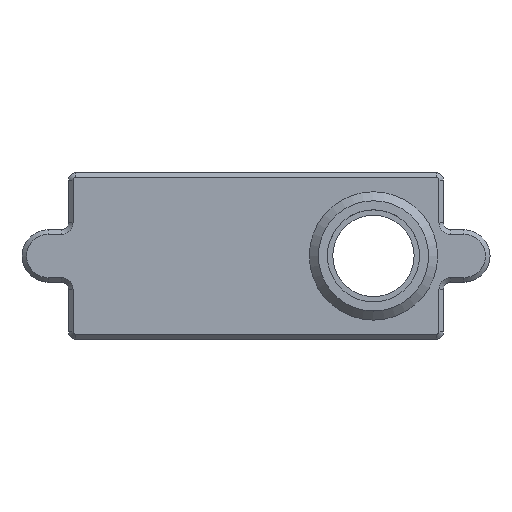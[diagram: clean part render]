
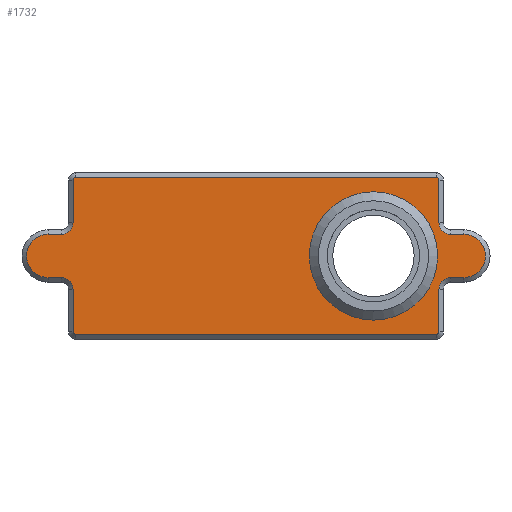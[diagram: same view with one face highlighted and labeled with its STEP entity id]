
A CAD part, top view. The second image highlights one B-rep face of the part: STEP entity #1732.
In plain terms, the highlighted planar face has unit normal (0, 0, 1).
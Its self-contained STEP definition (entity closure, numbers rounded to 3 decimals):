
#49=FACE_BOUND('',#238,.T.);
#69=CIRCLE('',#1861,7.1);
#72=CIRCLE('',#1866,0.3);
#73=CIRCLE('',#1867,1.3);
#74=CIRCLE('',#1868,2.4);
#75=CIRCLE('',#1869,1.3);
#76=CIRCLE('',#1870,0.3);
#77=CIRCLE('',#1871,0.3);
#78=CIRCLE('',#1872,1.3);
#79=CIRCLE('',#1873,2.4);
#80=CIRCLE('',#1874,1.3);
#81=CIRCLE('',#1875,0.3);
#133=FACE_OUTER_BOUND('',#237,.T.);
#237=EDGE_LOOP('',(#1356,#1357,#1358,#1359,#1360,#1361,#1362,#1363,#1364,
#1365,#1366,#1367,#1368,#1369,#1370,#1371,#1372,#1373,#1374,#1375));
#238=EDGE_LOOP('',(#1376));
#438=LINE('',#2763,#643);
#439=LINE('',#2767,#644);
#440=LINE('',#2771,#645);
#441=LINE('',#2775,#646);
#442=LINE('',#2779,#647);
#443=LINE('',#2783,#648);
#444=LINE('',#2787,#649);
#445=LINE('',#2791,#650);
#446=LINE('',#2795,#651);
#447=LINE('',#2798,#652);
#643=VECTOR('',#2205,10.);
#644=VECTOR('',#2208,10.);
#645=VECTOR('',#2211,10.);
#646=VECTOR('',#2214,10.);
#647=VECTOR('',#2217,10.);
#648=VECTOR('',#2220,10.);
#649=VECTOR('',#2223,10.);
#650=VECTOR('',#2226,10.);
#651=VECTOR('',#2229,10.);
#652=VECTOR('',#2232,10.);
#827=VERTEX_POINT('',#2749);
#830=VERTEX_POINT('',#2759);
#831=VERTEX_POINT('',#2760);
#832=VERTEX_POINT('',#2762);
#833=VERTEX_POINT('',#2764);
#834=VERTEX_POINT('',#2766);
#835=VERTEX_POINT('',#2768);
#836=VERTEX_POINT('',#2770);
#837=VERTEX_POINT('',#2772);
#838=VERTEX_POINT('',#2774);
#839=VERTEX_POINT('',#2776);
#840=VERTEX_POINT('',#2778);
#841=VERTEX_POINT('',#2780);
#842=VERTEX_POINT('',#2782);
#843=VERTEX_POINT('',#2784);
#844=VERTEX_POINT('',#2786);
#845=VERTEX_POINT('',#2788);
#846=VERTEX_POINT('',#2790);
#847=VERTEX_POINT('',#2792);
#848=VERTEX_POINT('',#2794);
#849=VERTEX_POINT('',#2796);
#1023=EDGE_CURVE('',#827,#827,#69,.T.);
#1028=EDGE_CURVE('',#830,#831,#72,.T.);
#1029=EDGE_CURVE('',#832,#830,#438,.T.);
#1030=EDGE_CURVE('',#833,#832,#73,.T.);
#1031=EDGE_CURVE('',#834,#833,#439,.T.);
#1032=EDGE_CURVE('',#835,#834,#74,.T.);
#1033=EDGE_CURVE('',#836,#835,#440,.T.);
#1034=EDGE_CURVE('',#837,#836,#75,.T.);
#1035=EDGE_CURVE('',#838,#837,#441,.T.);
#1036=EDGE_CURVE('',#839,#838,#76,.T.);
#1037=EDGE_CURVE('',#840,#839,#442,.T.);
#1038=EDGE_CURVE('',#841,#840,#77,.T.);
#1039=EDGE_CURVE('',#842,#841,#443,.T.);
#1040=EDGE_CURVE('',#843,#842,#78,.T.);
#1041=EDGE_CURVE('',#844,#843,#444,.T.);
#1042=EDGE_CURVE('',#845,#844,#79,.T.);
#1043=EDGE_CURVE('',#846,#845,#445,.T.);
#1044=EDGE_CURVE('',#847,#846,#80,.T.);
#1045=EDGE_CURVE('',#848,#847,#446,.T.);
#1046=EDGE_CURVE('',#849,#848,#81,.T.);
#1047=EDGE_CURVE('',#831,#849,#447,.T.);
#1356=ORIENTED_EDGE('',*,*,#1028,.F.);
#1357=ORIENTED_EDGE('',*,*,#1029,.F.);
#1358=ORIENTED_EDGE('',*,*,#1030,.F.);
#1359=ORIENTED_EDGE('',*,*,#1031,.F.);
#1360=ORIENTED_EDGE('',*,*,#1032,.F.);
#1361=ORIENTED_EDGE('',*,*,#1033,.F.);
#1362=ORIENTED_EDGE('',*,*,#1034,.F.);
#1363=ORIENTED_EDGE('',*,*,#1035,.F.);
#1364=ORIENTED_EDGE('',*,*,#1036,.F.);
#1365=ORIENTED_EDGE('',*,*,#1037,.F.);
#1366=ORIENTED_EDGE('',*,*,#1038,.F.);
#1367=ORIENTED_EDGE('',*,*,#1039,.F.);
#1368=ORIENTED_EDGE('',*,*,#1040,.F.);
#1369=ORIENTED_EDGE('',*,*,#1041,.F.);
#1370=ORIENTED_EDGE('',*,*,#1042,.F.);
#1371=ORIENTED_EDGE('',*,*,#1043,.F.);
#1372=ORIENTED_EDGE('',*,*,#1044,.F.);
#1373=ORIENTED_EDGE('',*,*,#1045,.F.);
#1374=ORIENTED_EDGE('',*,*,#1046,.F.);
#1375=ORIENTED_EDGE('',*,*,#1047,.F.);
#1376=ORIENTED_EDGE('',*,*,#1023,.F.);
#1658=PLANE('',#1865);
#1732=ADVANCED_FACE('',(#133,#49),#1658,.T.);
#1861=AXIS2_PLACEMENT_3D('',#2750,#2191,#2192);
#1865=AXIS2_PLACEMENT_3D('',#2758,#2201,#2202);
#1866=AXIS2_PLACEMENT_3D('',#2761,#2203,#2204);
#1867=AXIS2_PLACEMENT_3D('',#2765,#2206,#2207);
#1868=AXIS2_PLACEMENT_3D('',#2769,#2209,#2210);
#1869=AXIS2_PLACEMENT_3D('',#2773,#2212,#2213);
#1870=AXIS2_PLACEMENT_3D('',#2777,#2215,#2216);
#1871=AXIS2_PLACEMENT_3D('',#2781,#2218,#2219);
#1872=AXIS2_PLACEMENT_3D('',#2785,#2221,#2222);
#1873=AXIS2_PLACEMENT_3D('',#2789,#2224,#2225);
#1874=AXIS2_PLACEMENT_3D('',#2793,#2227,#2228);
#1875=AXIS2_PLACEMENT_3D('',#2797,#2230,#2231);
#2191=DIRECTION('center_axis',(0.,0.,1.));
#2192=DIRECTION('ref_axis',(-1.,0.,0.));
#2201=DIRECTION('center_axis',(0.,0.,1.));
#2202=DIRECTION('ref_axis',(1.,0.,0.));
#2203=DIRECTION('center_axis',(0.,0.,-1.));
#2204=DIRECTION('ref_axis',(-0.707,0.707,0.));
#2205=DIRECTION('',(0.,1.,0.));
#2206=DIRECTION('center_axis',(0.,0.,1.));
#2207=DIRECTION('ref_axis',(0.707,-0.707,0.));
#2208=DIRECTION('',(1.,0.,0.));
#2209=DIRECTION('center_axis',(0.,0.,-1.));
#2210=DIRECTION('ref_axis',(-1.,0.,0.));
#2211=DIRECTION('',(-1.,0.,0.));
#2212=DIRECTION('center_axis',(0.,0.,1.));
#2213=DIRECTION('ref_axis',(0.707,0.707,0.));
#2214=DIRECTION('',(0.,1.,0.));
#2215=DIRECTION('center_axis',(0.,0.,-1.));
#2216=DIRECTION('ref_axis',(-0.707,-0.707,0.));
#2217=DIRECTION('',(-1.,0.,0.));
#2218=DIRECTION('center_axis',(0.,0.,-1.));
#2219=DIRECTION('ref_axis',(0.707,-0.707,0.));
#2220=DIRECTION('',(0.,-1.,0.));
#2221=DIRECTION('center_axis',(0.,0.,1.));
#2222=DIRECTION('ref_axis',(-0.707,0.707,0.));
#2223=DIRECTION('',(-1.,0.,0.));
#2224=DIRECTION('center_axis',(0.,0.,-1.));
#2225=DIRECTION('ref_axis',(1.,0.,0.));
#2226=DIRECTION('',(1.,0.,0.));
#2227=DIRECTION('center_axis',(0.,0.,1.));
#2228=DIRECTION('ref_axis',(-0.707,-0.707,0.));
#2229=DIRECTION('',(0.,-1.,0.));
#2230=DIRECTION('center_axis',(0.,0.,-1.));
#2231=DIRECTION('ref_axis',(0.707,0.707,0.));
#2232=DIRECTION('',(1.,0.,0.));
#2749=CARTESIAN_POINT('',(20.1,0.,6.5));
#2750=CARTESIAN_POINT('Origin',(13.,0.,6.5));
#2758=CARTESIAN_POINT('Origin',(0.,0.,6.5));
#2759=CARTESIAN_POINT('',(-20.25,8.4,6.5));
#2760=CARTESIAN_POINT('',(-19.95,8.7,6.5));
#2761=CARTESIAN_POINT('Origin',(-19.95,8.4,6.5));
#2762=CARTESIAN_POINT('',(-20.25,3.7,6.5));
#2763=CARTESIAN_POINT('',(-20.25,4.6,6.5));
#2764=CARTESIAN_POINT('',(-21.55,2.4,6.5));
#2765=CARTESIAN_POINT('Origin',(-21.55,3.7,6.5));
#2766=CARTESIAN_POINT('',(-23.,2.4,6.5));
#2767=CARTESIAN_POINT('',(-10.375,2.4,6.5));
#2768=CARTESIAN_POINT('',(-23.,-2.4,6.5));
#2769=CARTESIAN_POINT('Origin',(-23.,0.,6.5));
#2770=CARTESIAN_POINT('',(-21.55,-2.4,6.5));
#2771=CARTESIAN_POINT('',(-11.5,-2.4,6.5));
#2772=CARTESIAN_POINT('',(-20.25,-3.7,6.5));
#2773=CARTESIAN_POINT('Origin',(-21.55,-3.7,6.5));
#2774=CARTESIAN_POINT('',(-20.25,-8.4,6.5));
#2775=CARTESIAN_POINT('',(-20.25,-1.45,6.5));
#2776=CARTESIAN_POINT('',(-19.95,-8.7,6.5));
#2777=CARTESIAN_POINT('Origin',(-19.95,-8.4,6.5));
#2778=CARTESIAN_POINT('',(19.95,-8.7,6.5));
#2779=CARTESIAN_POINT('',(-10.375,-8.7,6.5));
#2780=CARTESIAN_POINT('',(20.25,-8.4,6.5));
#2781=CARTESIAN_POINT('Origin',(19.95,-8.4,6.5));
#2782=CARTESIAN_POINT('',(20.25,-3.7,6.5));
#2783=CARTESIAN_POINT('',(20.25,-4.6,6.5));
#2784=CARTESIAN_POINT('',(21.55,-2.4,6.5));
#2785=CARTESIAN_POINT('Origin',(21.55,-3.7,6.5));
#2786=CARTESIAN_POINT('',(23.,-2.4,6.5));
#2787=CARTESIAN_POINT('',(10.375,-2.4,6.5));
#2788=CARTESIAN_POINT('',(23.,2.4,6.5));
#2789=CARTESIAN_POINT('Origin',(23.,0.,6.5));
#2790=CARTESIAN_POINT('',(21.55,2.4,6.5));
#2791=CARTESIAN_POINT('',(11.5,2.4,6.5));
#2792=CARTESIAN_POINT('',(20.25,3.7,6.5));
#2793=CARTESIAN_POINT('Origin',(21.55,3.7,6.5));
#2794=CARTESIAN_POINT('',(20.25,8.4,6.5));
#2795=CARTESIAN_POINT('',(20.25,1.45,6.5));
#2796=CARTESIAN_POINT('',(19.95,8.7,6.5));
#2797=CARTESIAN_POINT('Origin',(19.95,8.4,6.5));
#2798=CARTESIAN_POINT('',(10.375,8.7,6.5));
